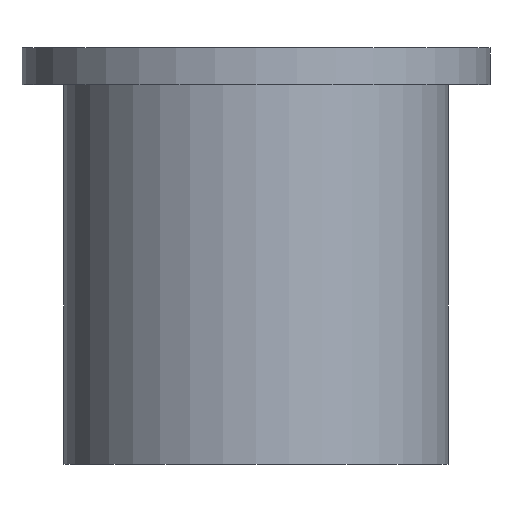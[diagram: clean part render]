
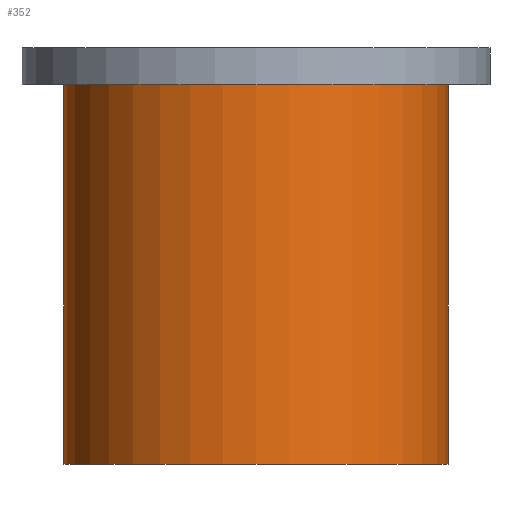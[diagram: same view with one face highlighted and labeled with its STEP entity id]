
A CAD part, front view. The second image highlights one B-rep face of the part: STEP entity #352.
In plain terms, the highlighted cylindrical face has radius 7.8 mm (diameter 15.6 mm), a partial arc.
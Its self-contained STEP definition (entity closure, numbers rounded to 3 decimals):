
#4 = DIRECTION ( 'NONE',  ( 0., 0., 1. ) ) ;
#13 = CARTESIAN_POINT ( 'NONE',  ( 0.136, 0., 0. ) ) ;
#16 = CARTESIAN_POINT ( 'NONE',  ( -7.664, 0., 15.4 ) ) ;
#22 = CYLINDRICAL_SURFACE ( 'NONE', #335, 7.8 ) ;
#30 = EDGE_LOOP ( 'NONE', ( #116, #118, #50, #188 ) ) ;
#42 = VERTEX_POINT ( 'NONE', #84 ) ;
#45 = EDGE_CURVE ( 'NONE', #137, #248, #153, .T. ) ;
#50 = ORIENTED_EDGE ( 'NONE', *, *, #322, .T. ) ;
#57 = CIRCLE ( 'NONE', #168, 7.8 ) ;
#68 = VECTOR ( 'NONE', #79, 1000. ) ;
#75 = VECTOR ( 'NONE', #4, 1000. ) ;
#79 = DIRECTION ( 'NONE',  ( 0., 0., 1. ) ) ;
#84 = CARTESIAN_POINT ( 'NONE',  ( 7.936, 0., 15.4 ) ) ;
#85 = CARTESIAN_POINT ( 'NONE',  ( 0.136, 0., 0. ) ) ;
#116 = ORIENTED_EDGE ( 'NONE', *, *, #45, .F. ) ;
#118 = ORIENTED_EDGE ( 'NONE', *, *, #187, .T. ) ;
#119 = CIRCLE ( 'NONE', #166, 7.8 ) ;
#137 = VERTEX_POINT ( 'NONE', #158 ) ;
#153 = LINE ( 'NONE', #212, #75 ) ;
#158 = CARTESIAN_POINT ( 'NONE',  ( -7.664, 0., 0. ) ) ;
#166 = AXIS2_PLACEMENT_3D ( 'NONE', #13, #308, #275 ) ;
#168 = AXIS2_PLACEMENT_3D ( 'NONE', #341, #251, #280 ) ;
#187 = EDGE_CURVE ( 'NONE', #137, #342, #119, .T. ) ;
#188 = ORIENTED_EDGE ( 'NONE', *, *, #286, .F. ) ;
#207 = DIRECTION ( 'NONE',  ( 0., 0., 1. ) ) ;
#212 = CARTESIAN_POINT ( 'NONE',  ( -7.664, 0., 0. ) ) ;
#232 = LINE ( 'NONE', #263, #68 ) ;
#238 = FACE_OUTER_BOUND ( 'NONE', #30, .T. ) ;
#248 = VERTEX_POINT ( 'NONE', #16 ) ;
#251 = DIRECTION ( 'NONE',  ( 0., 0., 1. ) ) ;
#263 = CARTESIAN_POINT ( 'NONE',  ( 7.936, 0., 0. ) ) ;
#275 = DIRECTION ( 'NONE',  ( 1., 0., 0. ) ) ;
#280 = DIRECTION ( 'NONE',  ( 1., 0., 0. ) ) ;
#286 = EDGE_CURVE ( 'NONE', #248, #42, #57, .T. ) ;
#308 = DIRECTION ( 'NONE',  ( 0., 0., 1. ) ) ;
#316 = CARTESIAN_POINT ( 'NONE',  ( 7.936, 0., 0. ) ) ;
#320 = DIRECTION ( 'NONE',  ( 1., 0., 0. ) ) ;
#322 = EDGE_CURVE ( 'NONE', #342, #42, #232, .T. ) ;
#335 = AXIS2_PLACEMENT_3D ( 'NONE', #85, #207, #320 ) ;
#341 = CARTESIAN_POINT ( 'NONE',  ( 0.136, 0., 15.4 ) ) ;
#342 = VERTEX_POINT ( 'NONE', #316 ) ;
#352 = ADVANCED_FACE ( 'NONE', ( #238 ), #22, .T. ) ;
